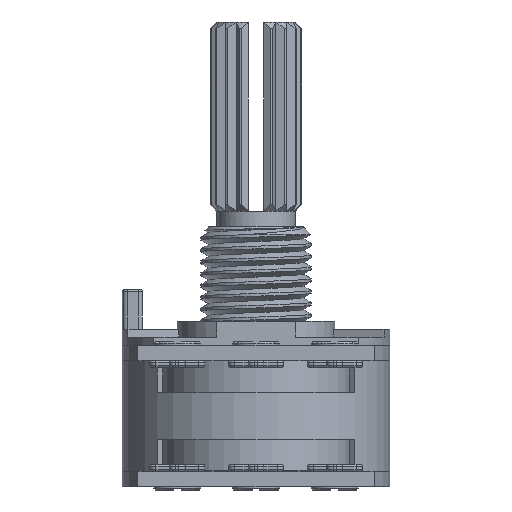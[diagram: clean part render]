
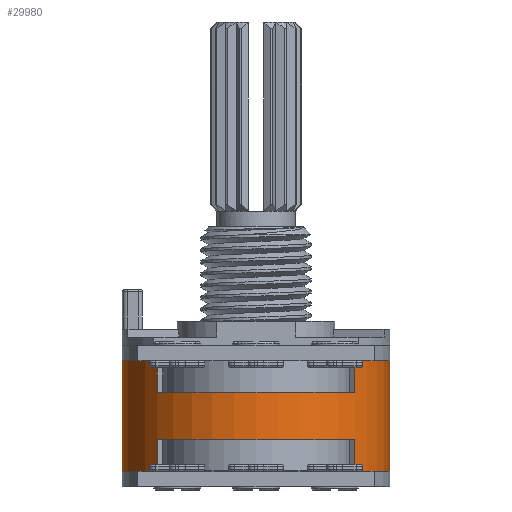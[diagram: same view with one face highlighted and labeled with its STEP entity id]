
A CAD part, front view. The second image highlights one B-rep face of the part: STEP entity #29980.
In plain terms, the highlighted cylindrical face has radius 8.5 mm (diameter 17 mm), a partial arc.
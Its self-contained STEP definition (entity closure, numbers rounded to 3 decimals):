
#731 = ORIENTED_EDGE ( 'NONE', *, *, #8331, .T. ) ;
#858 = DIRECTION ( 'NONE',  ( 1., 0., 0. ) ) ;
#1412 = CARTESIAN_POINT ( 'NONE',  ( 6.283, -5.725, 3. ) ) ;
#1670 = CIRCLE ( 'NONE', #21163, 8.5 ) ;
#2458 = CARTESIAN_POINT ( 'NONE',  ( 0., 0., 6. ) ) ;
#2517 = ORIENTED_EDGE ( 'NONE', *, *, #31356, .T. ) ;
#2747 = DIRECTION ( 'NONE',  ( 0., 0., -1. ) ) ;
#3006 = CARTESIAN_POINT ( 'NONE',  ( 0., 0., 3. ) ) ;
#3017 = CARTESIAN_POINT ( 'NONE',  ( -8.5, 0., 8. ) ) ;
#3256 = CARTESIAN_POINT ( 'NONE',  ( -6.283, -5.725, 6. ) ) ;
#3356 = AXIS2_PLACEMENT_3D ( 'NONE', #2458, #2747, #7508 ) ;
#3453 = LINE ( 'NONE', #1412, #8088 ) ;
#4183 = LINE ( 'NONE', #19547, #31198 ) ;
#4653 = LINE ( 'NONE', #31605, #30103 ) ;
#4676 = DIRECTION ( 'NONE',  ( 1., 0., 0. ) ) ;
#5506 = DIRECTION ( 'NONE',  ( -1., 0., 0. ) ) ;
#5588 = VERTEX_POINT ( 'NONE', #9162 ) ;
#5623 = CARTESIAN_POINT ( 'NONE',  ( 0., 0., 8. ) ) ;
#5709 = DIRECTION ( 'NONE',  ( 0., 0., 1. ) ) ;
#6400 = DIRECTION ( 'NONE',  ( 0., 0., 1. ) ) ;
#6513 = CARTESIAN_POINT ( 'NONE',  ( -6.283, -5.725, 6. ) ) ;
#7059 = AXIS2_PLACEMENT_3D ( 'NONE', #5623, #7865, #5506 ) ;
#7508 = DIRECTION ( 'NONE',  ( -1., 0., 0. ) ) ;
#7672 = CARTESIAN_POINT ( 'NONE',  ( -6.283, -5.725, 3. ) ) ;
#7865 = DIRECTION ( 'NONE',  ( 0., 0., -1. ) ) ;
#8088 = VECTOR ( 'NONE', #21259, 1000. ) ;
#8331 = EDGE_CURVE ( 'NONE', #22044, #5588, #3453, .T. ) ;
#8372 = CARTESIAN_POINT ( 'NONE',  ( 0., 0., 1. ) ) ;
#9080 = ORIENTED_EDGE ( 'NONE', *, *, #26013, .F. ) ;
#9162 = CARTESIAN_POINT ( 'NONE',  ( 6.283, -5.725, 1. ) ) ;
#9338 = ORIENTED_EDGE ( 'NONE', *, *, #11060, .F. ) ;
#9369 = VERTEX_POINT ( 'NONE', #3017 ) ;
#9918 = CARTESIAN_POINT ( 'NONE',  ( -6.283, -5.725, 1. ) ) ;
#10348 = DIRECTION ( 'NONE',  ( 0., 0., -1. ) ) ;
#10529 = CARTESIAN_POINT ( 'NONE',  ( 8.5, 0., 1. ) ) ;
#10708 = DIRECTION ( 'NONE',  ( 0., 0., -1. ) ) ;
#11060 = EDGE_CURVE ( 'NONE', #22044, #19184, #13943, .T. ) ;
#11274 = VERTEX_POINT ( 'NONE', #28752 ) ;
#11694 = LINE ( 'NONE', #20770, #30997 ) ;
#11789 = CARTESIAN_POINT ( 'NONE',  ( 6.283, -5.725, 3. ) ) ;
#11817 = VERTEX_POINT ( 'NONE', #3256 ) ;
#11876 = ORIENTED_EDGE ( 'NONE', *, *, #16733, .T. ) ;
#11961 = CIRCLE ( 'NONE', #3356, 8.5 ) ;
#12122 = DIRECTION ( 'NONE',  ( 0., 0., 1. ) ) ;
#12358 = CARTESIAN_POINT ( 'NONE',  ( -8.5, 0., 1. ) ) ;
#12595 = CIRCLE ( 'NONE', #30850, 8.5 ) ;
#12687 = CIRCLE ( 'NONE', #13248, 8.5 ) ;
#12824 = ORIENTED_EDGE ( 'NONE', *, *, #20748, .F. ) ;
#13060 = EDGE_CURVE ( 'NONE', #9369, #28615, #1670, .T. ) ;
#13105 = LINE ( 'NONE', #7672, #28915 ) ;
#13195 = EDGE_LOOP ( 'NONE', ( #31530, #27027, #12824, #27601, #17178, #13763, #19704, #11876, #9080, #9338, #731, #2517 ) ) ;
#13248 = AXIS2_PLACEMENT_3D ( 'NONE', #16725, #26514, #16404 ) ;
#13763 = ORIENTED_EDGE ( 'NONE', *, *, #13060, .F. ) ;
#13943 = CIRCLE ( 'NONE', #26338, 8.5 ) ;
#14610 = DIRECTION ( 'NONE',  ( 1., 0., 0. ) ) ;
#16117 = CIRCLE ( 'NONE', #18400, 8.5 ) ;
#16404 = DIRECTION ( 'NONE',  ( 1., 0., 0. ) ) ;
#16725 = CARTESIAN_POINT ( 'NONE',  ( 0., 0., 8. ) ) ;
#16733 = EDGE_CURVE ( 'NONE', #23003, #17433, #16117, .T. ) ;
#16977 = CARTESIAN_POINT ( 'NONE',  ( 0., 0., 1. ) ) ;
#17178 = ORIENTED_EDGE ( 'NONE', *, *, #25452, .T. ) ;
#17269 = EDGE_CURVE ( 'NONE', #11274, #20036, #12687, .T. ) ;
#17433 = VERTEX_POINT ( 'NONE', #9918 ) ;
#18400 = AXIS2_PLACEMENT_3D ( 'NONE', #16977, #24203, #14610 ) ;
#18864 = DIRECTION ( 'NONE',  ( 0., 0., 1. ) ) ;
#18993 = LINE ( 'NONE', #6513, #28228 ) ;
#19184 = VERTEX_POINT ( 'NONE', #23663 ) ;
#19547 = CARTESIAN_POINT ( 'NONE',  ( 8.5, 0., 8. ) ) ;
#19704 = ORIENTED_EDGE ( 'NONE', *, *, #29550, .T. ) ;
#20036 = VERTEX_POINT ( 'NONE', #30197 ) ;
#20748 = EDGE_CURVE ( 'NONE', #31099, #11274, #4653, .T. ) ;
#20770 = CARTESIAN_POINT ( 'NONE',  ( -8.5, 0., 8. ) ) ;
#21163 = AXIS2_PLACEMENT_3D ( 'NONE', #24292, #12122, #4676 ) ;
#21259 = DIRECTION ( 'NONE',  ( 0., 0., -1. ) ) ;
#22044 = VERTEX_POINT ( 'NONE', #11789 ) ;
#23003 = VERTEX_POINT ( 'NONE', #12358 ) ;
#23586 = CARTESIAN_POINT ( 'NONE',  ( -6.283, -5.725, 8. ) ) ;
#23663 = CARTESIAN_POINT ( 'NONE',  ( -6.283, -5.725, 3. ) ) ;
#24203 = DIRECTION ( 'NONE',  ( 0., 0., 1. ) ) ;
#24292 = CARTESIAN_POINT ( 'NONE',  ( 0., 0., 8. ) ) ;
#24712 = VERTEX_POINT ( 'NONE', #10529 ) ;
#25093 = DIRECTION ( 'NONE',  ( -1., 0., 0. ) ) ;
#25452 = EDGE_CURVE ( 'NONE', #11817, #28615, #18993, .T. ) ;
#26013 = EDGE_CURVE ( 'NONE', #19184, #17433, #13105, .T. ) ;
#26338 = AXIS2_PLACEMENT_3D ( 'NONE', #3006, #10348, #25093 ) ;
#26514 = DIRECTION ( 'NONE',  ( 0., 0., 1. ) ) ;
#26894 = EDGE_CURVE ( 'NONE', #31099, #11817, #11961, .T. ) ;
#27027 = ORIENTED_EDGE ( 'NONE', *, *, #17269, .F. ) ;
#27601 = ORIENTED_EDGE ( 'NONE', *, *, #26894, .T. ) ;
#28228 = VECTOR ( 'NONE', #6400, 1000. ) ;
#28391 = DIRECTION ( 'NONE',  ( 0., 0., -1. ) ) ;
#28615 = VERTEX_POINT ( 'NONE', #23586 ) ;
#28752 = CARTESIAN_POINT ( 'NONE',  ( 6.283, -5.725, 8. ) ) ;
#28915 = VECTOR ( 'NONE', #10708, 1000. ) ;
#28970 = CYLINDRICAL_SURFACE ( 'NONE', #7059, 8.5 ) ;
#29550 = EDGE_CURVE ( 'NONE', #9369, #23003, #11694, .T. ) ;
#29980 = ADVANCED_FACE ( 'NONE', ( #30545 ), #28970, .T. ) ;
#30103 = VECTOR ( 'NONE', #18864, 1000. ) ;
#30197 = CARTESIAN_POINT ( 'NONE',  ( 8.5, 0., 8. ) ) ;
#30545 = FACE_OUTER_BOUND ( 'NONE', #13195, .T. ) ;
#30850 = AXIS2_PLACEMENT_3D ( 'NONE', #8372, #5709, #858 ) ;
#30918 = EDGE_CURVE ( 'NONE', #20036, #24712, #4183, .T. ) ;
#30997 = VECTOR ( 'NONE', #28391, 1000. ) ;
#31099 = VERTEX_POINT ( 'NONE', #31828 ) ;
#31198 = VECTOR ( 'NONE', #31852, 1000. ) ;
#31356 = EDGE_CURVE ( 'NONE', #5588, #24712, #12595, .T. ) ;
#31530 = ORIENTED_EDGE ( 'NONE', *, *, #30918, .F. ) ;
#31605 = CARTESIAN_POINT ( 'NONE',  ( 6.283, -5.725, 6. ) ) ;
#31828 = CARTESIAN_POINT ( 'NONE',  ( 6.283, -5.725, 6. ) ) ;
#31852 = DIRECTION ( 'NONE',  ( 0., 0., -1. ) ) ;
